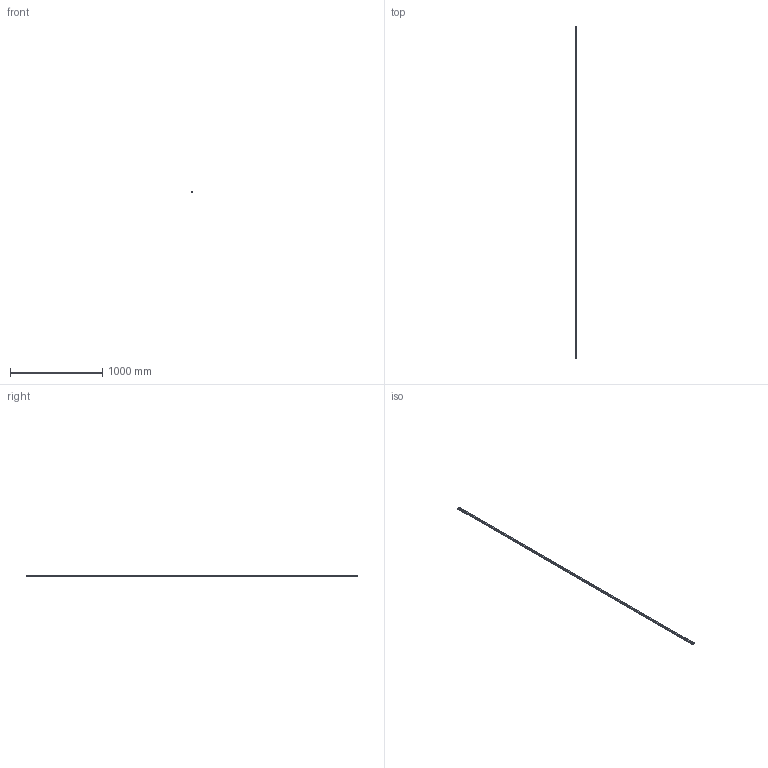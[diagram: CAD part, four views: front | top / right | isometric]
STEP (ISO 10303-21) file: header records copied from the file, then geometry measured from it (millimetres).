
FILE_DESCRIPTION(('STEP AP214'),'1');
FILE_NAME('cctmp_3CAEDA08-FED7-4E08-82EB-A5E635749A5B_2021_01_22_13_39_32_0759..stp','2021-01-22T12:39:32',('HIWIN GmbH'),('CADClick - www.CADClick.com'),'Spatial InterOp 3D',' ','unknown authorization');
FILE_SCHEMA(('AUTOMOTIVE_DESIGN'));
Length unit declared in the file: millimetre
Products named in the file (1): HGR20T3600C_FILE
Bounding box: 20 x 3600 x 17.5 mm (x, y, z)
Volume: 1063266.8 mm3; surface area: 286796.3 mm2
Topology: 1 solids, 1 shells, 347 faces, 903 edges, 502 vertices
Faces by surface type: cylinder 142, cone 120, plane 85
Entity records: 12481 total; most frequent: DIRECTION 1763, CARTESIAN_POINT 1633, ORIENTED_EDGE 1566, EDGE_CURVE 783, AXIS2_PLACEMENT_3D 632, VERTEX_POINT 502, LINE 499, VECTOR 499
